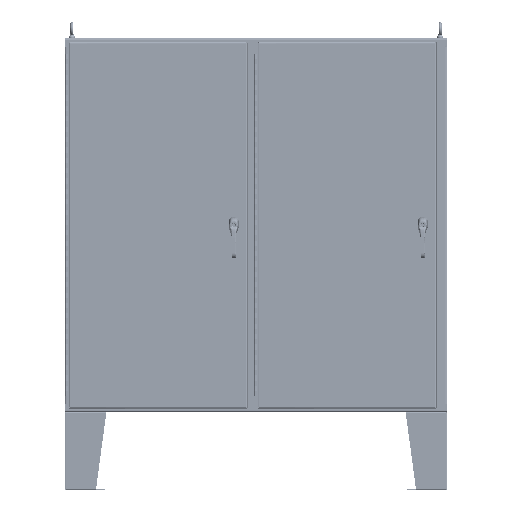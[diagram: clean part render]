
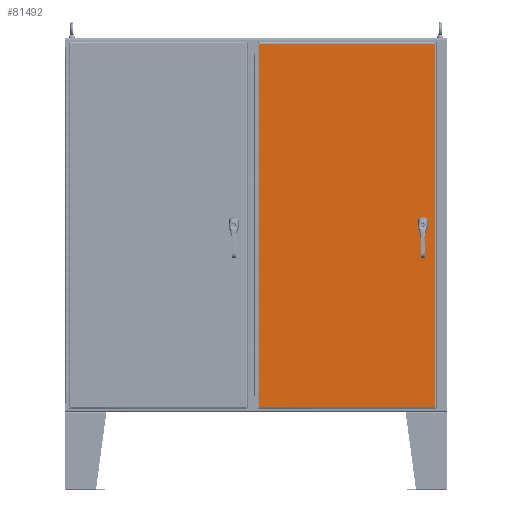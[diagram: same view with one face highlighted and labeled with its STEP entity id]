
A CAD part, top view. The second image highlights one B-rep face of the part: STEP entity #81492.
In plain terms, the highlighted planar face has unit normal (0, 0, 1).
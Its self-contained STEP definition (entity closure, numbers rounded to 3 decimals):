
#4197=FACE_BOUND('',#12975,.T.);
#4198=FACE_BOUND('',#12976,.T.);
#4199=FACE_BOUND('',#12977,.T.);
#4200=FACE_BOUND('',#12978,.T.);
#5069=PLANE('',#89626);
#8029=FACE_OUTER_BOUND('',#12974,.T.);
#12974=EDGE_LOOP('',(#61131,#61132,#61133,#61134));
#12975=EDGE_LOOP('',(#61135));
#12976=EDGE_LOOP('',(#61136));
#12977=EDGE_LOOP('',(#61137));
#12978=EDGE_LOOP('',(#61138,#61139,#61140,#61141,#61142,#61143,#61144,#61145));
#18415=LINE('',#158050,#24498);
#18419=LINE('',#158062,#24502);
#18423=LINE('',#158074,#24506);
#18427=LINE('',#158085,#24510);
#18455=LINE('',#158272,#24538);
#18470=LINE('',#158489,#24553);
#18478=LINE('',#158534,#24561);
#18479=LINE('',#158537,#24562);
#24498=VECTOR('',#103931,0.394);
#24502=VECTOR('',#103943,0.394);
#24506=VECTOR('',#103955,0.394);
#24510=VECTOR('',#103967,0.394);
#24538=VECTOR('',#104013,0.394);
#24553=VECTOR('',#104040,0.394);
#24561=VECTOR('',#104054,0.394);
#24562=VECTOR('',#104059,0.394);
#29990=CIRCLE('',#89583,0.141);
#29992=CIRCLE('',#89586,0.141);
#29994=CIRCLE('',#89589,0.141);
#29996=CIRCLE('',#89592,0.453);
#29998=CIRCLE('',#89596,0.453);
#30000=CIRCLE('',#89600,0.453);
#30002=CIRCLE('',#89604,0.453);
#35493=VERTEX_POINT('',#158022);
#35495=VERTEX_POINT('',#158028);
#35497=VERTEX_POINT('',#158034);
#35499=VERTEX_POINT('',#158040);
#35500=VERTEX_POINT('',#158041);
#35503=VERTEX_POINT('',#158049);
#35505=VERTEX_POINT('',#158055);
#35507=VERTEX_POINT('',#158061);
#35509=VERTEX_POINT('',#158067);
#35511=VERTEX_POINT('',#158073);
#35513=VERTEX_POINT('',#158079);
#35534=VERTEX_POINT('',#158206);
#35538=VERTEX_POINT('',#158261);
#35547=VERTEX_POINT('',#158400);
#35553=VERTEX_POINT('',#158472);
#44649=EDGE_CURVE('',#35493,#35493,#29990,.T.);
#44652=EDGE_CURVE('',#35495,#35495,#29992,.T.);
#44655=EDGE_CURVE('',#35497,#35497,#29994,.T.);
#44658=EDGE_CURVE('',#35499,#35500,#29996,.T.);
#44662=EDGE_CURVE('',#35503,#35499,#18415,.T.);
#44665=EDGE_CURVE('',#35505,#35503,#29998,.T.);
#44668=EDGE_CURVE('',#35507,#35505,#18419,.T.);
#44671=EDGE_CURVE('',#35509,#35507,#30000,.T.);
#44674=EDGE_CURVE('',#35511,#35509,#18423,.T.);
#44677=EDGE_CURVE('',#35513,#35511,#30002,.T.);
#44680=EDGE_CURVE('',#35500,#35513,#18427,.T.);
#44715=EDGE_CURVE('',#35534,#35538,#18455,.T.);
#44741=EDGE_CURVE('',#35553,#35547,#18470,.T.);
#44750=EDGE_CURVE('',#35547,#35534,#18478,.T.);
#44751=EDGE_CURVE('',#35538,#35553,#18479,.T.);
#61131=ORIENTED_EDGE('',*,*,#44750,.T.);
#61132=ORIENTED_EDGE('',*,*,#44715,.T.);
#61133=ORIENTED_EDGE('',*,*,#44751,.T.);
#61134=ORIENTED_EDGE('',*,*,#44741,.T.);
#61135=ORIENTED_EDGE('',*,*,#44649,.T.);
#61136=ORIENTED_EDGE('',*,*,#44652,.T.);
#61137=ORIENTED_EDGE('',*,*,#44655,.T.);
#61138=ORIENTED_EDGE('',*,*,#44658,.T.);
#61139=ORIENTED_EDGE('',*,*,#44680,.T.);
#61140=ORIENTED_EDGE('',*,*,#44677,.T.);
#61141=ORIENTED_EDGE('',*,*,#44674,.T.);
#61142=ORIENTED_EDGE('',*,*,#44671,.T.);
#61143=ORIENTED_EDGE('',*,*,#44668,.T.);
#61144=ORIENTED_EDGE('',*,*,#44665,.T.);
#61145=ORIENTED_EDGE('',*,*,#44662,.T.);
#81492=ADVANCED_FACE('',(#8029,#4197,#4198,#4199,#4200),#5069,.T.);
#89583=AXIS2_PLACEMENT_3D('',#158023,#103902,#103903);
#89586=AXIS2_PLACEMENT_3D('',#158029,#103909,#103910);
#89589=AXIS2_PLACEMENT_3D('',#158035,#103916,#103917);
#89592=AXIS2_PLACEMENT_3D('',#158042,#103923,#103924);
#89596=AXIS2_PLACEMENT_3D('',#158056,#103936,#103937);
#89600=AXIS2_PLACEMENT_3D('',#158068,#103948,#103949);
#89604=AXIS2_PLACEMENT_3D('',#158080,#103960,#103961);
#89626=AXIS2_PLACEMENT_3D('',#158536,#104057,#104058);
#103902=DIRECTION('center_axis',(0.,0.,-1.));
#103903=DIRECTION('ref_axis',(-1.,0.,0.));
#103909=DIRECTION('center_axis',(0.,0.,-1.));
#103910=DIRECTION('ref_axis',(-1.,0.,0.));
#103916=DIRECTION('center_axis',(0.,0.,-1.));
#103917=DIRECTION('ref_axis',(-1.,0.,0.));
#103923=DIRECTION('center_axis',(0.,0.,-1.));
#103924=DIRECTION('ref_axis',(-0.883,-0.469,0.));
#103931=DIRECTION('',(-1.,0.,0.));
#103936=DIRECTION('center_axis',(0.,0.,-1.));
#103937=DIRECTION('ref_axis',(0.469,-0.883,0.));
#103943=DIRECTION('',(0.,-1.,0.));
#103948=DIRECTION('center_axis',(0.,0.,-1.));
#103949=DIRECTION('ref_axis',(0.883,0.469,0.));
#103955=DIRECTION('',(1.,0.,0.));
#103960=DIRECTION('center_axis',(0.,0.,-1.));
#103961=DIRECTION('ref_axis',(-0.469,0.883,0.));
#103967=DIRECTION('',(0.,1.,0.));
#104013=DIRECTION('',(1.,0.,0.));
#104040=DIRECTION('',(-1.,0.,0.));
#104054=DIRECTION('',(0.,-1.,0.));
#104057=DIRECTION('center_axis',(0.,0.,1.));
#104058=DIRECTION('ref_axis',(1.,0.,0.));
#104059=DIRECTION('',(0.,1.,0.));
#158022=CARTESIAN_POINT('',(14.703,-1.377,0.104));
#158023=CARTESIAN_POINT('Origin',(14.563,-1.377,0.104));
#158028=CARTESIAN_POINT('',(14.703,0.885,0.104));
#158029=CARTESIAN_POINT('Origin',(14.563,0.885,0.104));
#158034=CARTESIAN_POINT('',(14.703,-0.885,0.104));
#158035=CARTESIAN_POINT('Origin',(14.563,-0.885,0.104));
#158040=CARTESIAN_POINT('',(14.35,-0.4,0.104));
#158041=CARTESIAN_POINT('',(14.163,-0.213,0.104));
#158042=CARTESIAN_POINT('Origin',(14.563,0.,0.104));
#158049=CARTESIAN_POINT('',(14.775,-0.4,0.104));
#158050=CARTESIAN_POINT('',(7.388,-0.4,0.104));
#158055=CARTESIAN_POINT('',(14.963,-0.213,0.104));
#158056=CARTESIAN_POINT('Origin',(14.563,0.,0.104));
#158061=CARTESIAN_POINT('',(14.963,0.213,0.104));
#158062=CARTESIAN_POINT('',(14.963,0.106,0.104));
#158067=CARTESIAN_POINT('',(14.775,0.4,0.104));
#158068=CARTESIAN_POINT('Origin',(14.563,0.,0.104));
#158073=CARTESIAN_POINT('',(14.35,0.4,0.104));
#158074=CARTESIAN_POINT('',(7.175,0.4,0.104));
#158079=CARTESIAN_POINT('',(14.163,0.213,0.104));
#158080=CARTESIAN_POINT('Origin',(14.563,0.,0.104));
#158085=CARTESIAN_POINT('',(14.163,-0.106,0.104));
#158206=CARTESIAN_POINT('',(-17.005,-35.021,0.104));
#158261=CARTESIAN_POINT('',(16.896,-35.021,0.104));
#158272=CARTESIAN_POINT('',(-8.625,-35.021,0.104));
#158400=CARTESIAN_POINT('',(-17.005,35.021,0.104));
#158472=CARTESIAN_POINT('',(16.896,35.021,0.104));
#158489=CARTESIAN_POINT('',(8.448,35.021,0.104));
#158534=CARTESIAN_POINT('',(-17.005,17.511,0.104));
#158536=CARTESIAN_POINT('Origin',(0.,0.,0.104));
#158537=CARTESIAN_POINT('',(16.896,-17.511,0.104));
